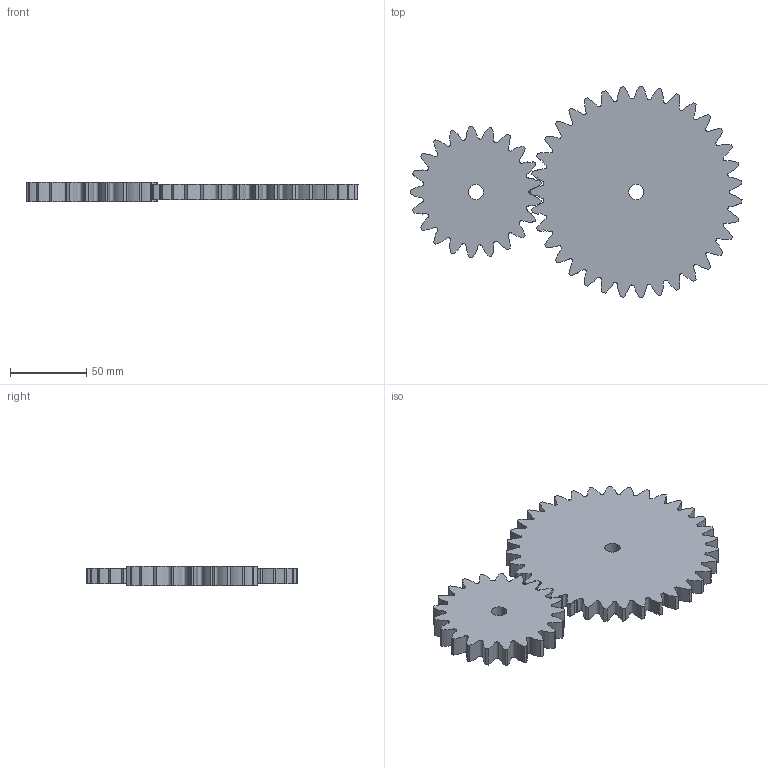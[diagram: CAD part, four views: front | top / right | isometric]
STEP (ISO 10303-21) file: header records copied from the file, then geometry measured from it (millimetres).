
FILE_DESCRIPTION(('CATIA V5 STEP Exchange'),'2;1');
FILE_NAME('3_damage.stp','2025-08-05T01:52:02+00:00',('none'),('none'),'CATIA Version 5 Release 21 GA (IN-10)','CATIA V5 STEP AP203','none');
FILE_SCHEMA(('CONFIG_CONTROL_DESIGN'));
Length unit declared in the file: millimetre
Products named in the file (1): 3
Assembly tree (2 placements, depth 2):
  3
    #58
    #6545
Bounding box: 217.31 x 138.69 x 13 mm (x, y, z)
Volume: 183388.6 mm3; surface area: 50835 mm2
Topology: 2 solids, 2 shells, 158 faces, 462 edges, 308 vertices
Faces by surface type: bspline 65, cylinder 62, plane 31
Entity records: 17452 total; most frequent: CARTESIAN_POINT 13782, ORIENTED_EDGE 924, EDGE_CURVE 462, DIRECTION 445, VERTEX_POINT 308, AXIS2_PLACEMENT_3D 221, B_SPLINE_CURVE_WITH_KNOTS 211, EDGE_LOOP 162
